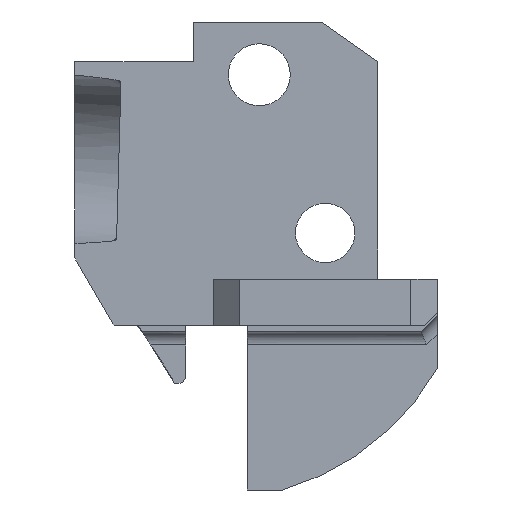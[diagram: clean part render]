
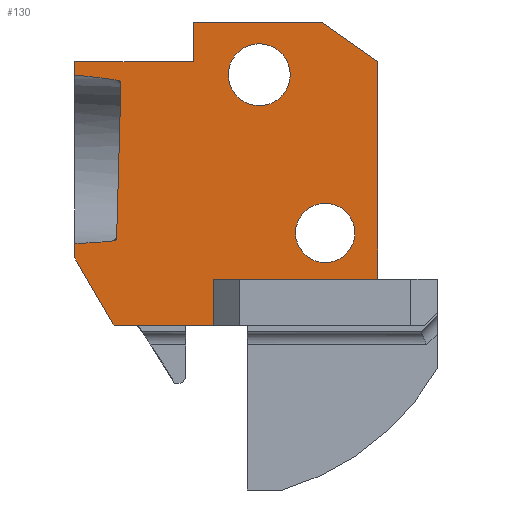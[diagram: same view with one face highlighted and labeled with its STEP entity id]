
A CAD part, left-side view. The second image highlights one B-rep face of the part: STEP entity #130.
In plain terms, the highlighted planar face has unit normal (-1, 0, 0).
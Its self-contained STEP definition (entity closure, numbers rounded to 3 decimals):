
#37=ELLIPSE('',#1191,19.011,6.5);
#38=ELLIPSE('',#1192,19.011,6.5);
#45=B_SPLINE_CURVE_WITH_KNOTS('',3,(#1754,#1755,#1756,#1757,#1758,#1759,
#1760,#1761,#1762,#1763,#1764,#1765,#1766,#1767,#1768,#1769),
 .UNSPECIFIED.,.F.,.F.,(4,3,3,3,3,4),(0.,0.227,0.453,
0.697,0.944,1.),.UNSPECIFIED.);
#46=B_SPLINE_CURVE_WITH_KNOTS('',3,(#1773,#1774,#1775,#1776,#1777,#1778,
#1779,#1780,#1781,#1782,#1783,#1784,#1785,#1786,#1787,#1788),
 .UNSPECIFIED.,.F.,.F.,(4,3,3,3,3,4),(0.,0.225,0.448,
0.69,0.938,1.),.UNSPECIFIED.);
#130=ADVANCED_FACE('',(#251,#252,#253),#182,.F.);
#182=PLANE('',#1197);
#227=CIRCLE('',#1193,2.35);
#228=CIRCLE('',#1194,2.35);
#229=CIRCLE('',#1195,2.25);
#230=CIRCLE('',#1196,2.25);
#251=FACE_BOUND('',#274,.T.);
#252=FACE_BOUND('',#275,.T.);
#253=FACE_BOUND('',#276,.T.);
#274=EDGE_LOOP('',(#413,#414,#415,#416,#417,#418,#419,#420,#421,#422,#423,
#424,#425,#426,#427,#428,#429));
#275=EDGE_LOOP('',(#430,#431));
#276=EDGE_LOOP('',(#432,#433));
#413=ORIENTED_EDGE('',*,*,#811,.F.);
#414=ORIENTED_EDGE('',*,*,#812,.T.);
#415=ORIENTED_EDGE('',*,*,#813,.F.);
#416=ORIENTED_EDGE('',*,*,#742,.T.);
#417=ORIENTED_EDGE('',*,*,#810,.F.);
#418=ORIENTED_EDGE('',*,*,#808,.F.);
#419=ORIENTED_EDGE('',*,*,#806,.F.);
#420=ORIENTED_EDGE('',*,*,#804,.F.);
#421=ORIENTED_EDGE('',*,*,#802,.F.);
#422=ORIENTED_EDGE('',*,*,#800,.F.);
#423=ORIENTED_EDGE('',*,*,#814,.F.);
#424=ORIENTED_EDGE('',*,*,#815,.F.);
#425=ORIENTED_EDGE('',*,*,#816,.F.);
#426=ORIENTED_EDGE('',*,*,#817,.F.);
#427=ORIENTED_EDGE('',*,*,#818,.F.);
#428=ORIENTED_EDGE('',*,*,#798,.F.);
#429=ORIENTED_EDGE('',*,*,#819,.F.);
#430=ORIENTED_EDGE('',*,*,#820,.F.);
#431=ORIENTED_EDGE('',*,*,#821,.F.);
#432=ORIENTED_EDGE('',*,*,#822,.F.);
#433=ORIENTED_EDGE('',*,*,#823,.F.);
#636=VERTEX_POINT('',#1581);
#638=VERTEX_POINT('',#1584);
#686=VERTEX_POINT('',#1719);
#687=VERTEX_POINT('',#1721);
#688=VERTEX_POINT('',#1723);
#689=VERTEX_POINT('',#1725);
#690=VERTEX_POINT('',#1729);
#691=VERTEX_POINT('',#1733);
#692=VERTEX_POINT('',#1737);
#693=VERTEX_POINT('',#1741);
#694=VERTEX_POINT('',#1747);
#695=VERTEX_POINT('',#1748);
#696=VERTEX_POINT('',#1750);
#697=VERTEX_POINT('',#1753);
#698=VERTEX_POINT('',#1770);
#699=VERTEX_POINT('',#1772);
#700=VERTEX_POINT('',#1789);
#701=VERTEX_POINT('',#1793);
#702=VERTEX_POINT('',#1794);
#703=VERTEX_POINT('',#1797);
#704=VERTEX_POINT('',#1798);
#742=EDGE_CURVE('',#638,#636,#900,.T.);
#798=EDGE_CURVE('',#686,#687,#932,.T.);
#800=EDGE_CURVE('',#688,#689,#933,.T.);
#802=EDGE_CURVE('',#689,#690,#935,.T.);
#804=EDGE_CURVE('',#690,#691,#937,.T.);
#806=EDGE_CURVE('',#691,#692,#939,.T.);
#808=EDGE_CURVE('',#692,#693,#941,.T.);
#810=EDGE_CURVE('',#693,#636,#943,.T.);
#811=EDGE_CURVE('',#694,#695,#944,.T.);
#812=EDGE_CURVE('',#694,#696,#945,.T.);
#813=EDGE_CURVE('',#638,#696,#946,.T.);
#814=EDGE_CURVE('',#697,#688,#37,.T.);
#815=EDGE_CURVE('',#698,#697,#45,.T.);
#816=EDGE_CURVE('',#699,#698,#947,.T.);
#817=EDGE_CURVE('',#700,#699,#46,.T.);
#818=EDGE_CURVE('',#687,#700,#38,.T.);
#819=EDGE_CURVE('',#695,#686,#948,.T.);
#820=EDGE_CURVE('',#701,#702,#227,.T.);
#821=EDGE_CURVE('',#702,#701,#228,.T.);
#822=EDGE_CURVE('',#703,#704,#229,.T.);
#823=EDGE_CURVE('',#704,#703,#230,.T.);
#900=LINE('',#1583,#1009);
#932=LINE('',#1720,#1041);
#933=LINE('',#1724,#1042);
#935=LINE('',#1728,#1044);
#937=LINE('',#1732,#1046);
#939=LINE('',#1736,#1048);
#941=LINE('',#1740,#1050);
#943=LINE('',#1744,#1052);
#944=LINE('',#1746,#1053);
#945=LINE('',#1749,#1054);
#946=LINE('',#1751,#1055);
#947=LINE('',#1771,#1056);
#948=LINE('',#1791,#1057);
#1009=VECTOR('',#1266,1.);
#1041=VECTOR('',#1354,1.);
#1042=VECTOR('',#1357,1.);
#1044=VECTOR('',#1361,1.);
#1046=VECTOR('',#1365,1.);
#1048=VECTOR('',#1369,1.);
#1050=VECTOR('',#1373,1.);
#1052=VECTOR('',#1377,1.);
#1053=VECTOR('',#1380,1.);
#1054=VECTOR('',#1381,1.);
#1055=VECTOR('',#1382,1.);
#1056=VECTOR('',#1385,1.);
#1057=VECTOR('',#1388,1.);
#1191=AXIS2_PLACEMENT_3D('',#1752,#1383,#1384);
#1192=AXIS2_PLACEMENT_3D('',#1790,#1386,#1387);
#1193=AXIS2_PLACEMENT_3D('',#1792,#1389,#1390);
#1194=AXIS2_PLACEMENT_3D('',#1795,#1391,#1392);
#1195=AXIS2_PLACEMENT_3D('',#1796,#1393,#1394);
#1196=AXIS2_PLACEMENT_3D('',#1799,#1395,#1396);
#1197=AXIS2_PLACEMENT_3D('',#1800,#1397,#1398);
#1266=DIRECTION('',(0.,-1.,0.));
#1354=DIRECTION('',(0.,0.,1.));
#1357=DIRECTION('',(0.,0.,1.));
#1361=DIRECTION('',(0.,-1.,0.));
#1365=DIRECTION('',(0.,0.,1.));
#1369=DIRECTION('',(0.,-1.,0.));
#1373=DIRECTION('',(0.,-0.819,-0.574));
#1377=DIRECTION('',(0.,0.,-1.));
#1380=DIRECTION('',(0.,0.722,0.692));
#1381=DIRECTION('',(0.,-1.,0.));
#1382=DIRECTION('',(0.,0.,-1.));
#1383=DIRECTION('',(-1.,0.,0.));
#1384=DIRECTION('',(0.,-1.,-0.028));
#1385=DIRECTION('',(0.,-0.028,1.));
#1386=DIRECTION('',(-1.,0.,0.));
#1387=DIRECTION('',(0.,-1.,-0.028));
#1388=DIRECTION('',(0.,0.5,0.866));
#1389=DIRECTION('',(-1.,0.,0.));
#1390=DIRECTION('',(0.,0.,-1.));
#1391=DIRECTION('',(-1.,0.,0.));
#1392=DIRECTION('',(0.,0.,1.));
#1393=DIRECTION('',(-1.,0.,0.));
#1394=DIRECTION('',(0.,0.,-1.));
#1395=DIRECTION('',(-1.,0.,0.));
#1396=DIRECTION('',(0.,0.,1.));
#1397=DIRECTION('',(1.,0.,0.));
#1398=DIRECTION('',(0.,0.,-1.));
#1581=CARTESIAN_POINT('',(0.,0.,0.));
#1583=CARTESIAN_POINT('',(0.,12.5,0.));
#1584=CARTESIAN_POINT('',(0.,12.5,0.));
#1719=CARTESIAN_POINT('',(0.,23.,1.6));
#1720=CARTESIAN_POINT('',(0.,23.,1.6));
#1721=CARTESIAN_POINT('',(0.,23.,2.692));
#1723=CARTESIAN_POINT('',(0.,23.,15.472));
#1724=CARTESIAN_POINT('',(0.,23.,15.472));
#1725=CARTESIAN_POINT('',(0.,23.,16.5));
#1728=CARTESIAN_POINT('',(0.,23.,16.5));
#1729=CARTESIAN_POINT('',(0.,14.,16.5));
#1732=CARTESIAN_POINT('',(0.,14.,16.5));
#1733=CARTESIAN_POINT('',(0.,14.,19.5));
#1736=CARTESIAN_POINT('',(0.,14.,19.5));
#1737=CARTESIAN_POINT('',(0.,4.284,19.5));
#1740=CARTESIAN_POINT('',(0.,4.284,19.5));
#1741=CARTESIAN_POINT('',(0.,0.,16.5));
#1744=CARTESIAN_POINT('',(0.,0.,16.5));
#1746=CARTESIAN_POINT('',(0.,20.009,-3.5));
#1747=CARTESIAN_POINT('',(0.,20.009,-3.5));
#1748=CARTESIAN_POINT('',(0.,20.113,-3.4));
#1749=CARTESIAN_POINT('',(0.,20.009,-3.5));
#1750=CARTESIAN_POINT('',(0.,12.5,-3.5));
#1751=CARTESIAN_POINT('',(0.,12.5,0.));
#1752=CARTESIAN_POINT('',(0.,26.517,9.169));
#1753=CARTESIAN_POINT('',(0.,19.702,15.071));
#1754=CARTESIAN_POINT('',(0.,19.496,14.822));
#1755=CARTESIAN_POINT('',(0.,19.495,14.849));
#1756=CARTESIAN_POINT('',(0.,19.499,14.876));
#1757=CARTESIAN_POINT('',(0.,19.507,14.901));
#1758=CARTESIAN_POINT('',(0.,19.515,14.926));
#1759=CARTESIAN_POINT('',(0.,19.528,14.95));
#1760=CARTESIAN_POINT('',(0.,19.543,14.971));
#1761=CARTESIAN_POINT('',(0.,19.56,14.994));
#1762=CARTESIAN_POINT('',(0.,19.581,15.015));
#1763=CARTESIAN_POINT('',(0.,19.604,15.031));
#1764=CARTESIAN_POINT('',(0.,19.627,15.047));
#1765=CARTESIAN_POINT('',(0.,19.654,15.06));
#1766=CARTESIAN_POINT('',(0.,19.682,15.067));
#1767=CARTESIAN_POINT('',(0.,19.689,15.068));
#1768=CARTESIAN_POINT('',(0.,19.695,15.07));
#1769=CARTESIAN_POINT('',(0.,19.702,15.071));
#1770=CARTESIAN_POINT('',(0.,19.496,14.822));
#1771=CARTESIAN_POINT('',(0.,19.821,3.133));
#1772=CARTESIAN_POINT('',(0.,19.821,3.133));
#1773=CARTESIAN_POINT('',(0.,20.041,2.896));
#1774=CARTESIAN_POINT('',(0.,20.015,2.899));
#1775=CARTESIAN_POINT('',(0.,19.989,2.906));
#1776=CARTESIAN_POINT('',(0.,19.965,2.918));
#1777=CARTESIAN_POINT('',(0.,19.942,2.929));
#1778=CARTESIAN_POINT('',(0.,19.92,2.944));
#1779=CARTESIAN_POINT('',(0.,19.901,2.962));
#1780=CARTESIAN_POINT('',(0.,19.88,2.981));
#1781=CARTESIAN_POINT('',(0.,19.863,3.004));
#1782=CARTESIAN_POINT('',(0.,19.849,3.029));
#1783=CARTESIAN_POINT('',(0.,19.836,3.054));
#1784=CARTESIAN_POINT('',(0.,19.827,3.083));
#1785=CARTESIAN_POINT('',(0.,19.823,3.111));
#1786=CARTESIAN_POINT('',(0.,19.822,3.118));
#1787=CARTESIAN_POINT('',(0.,19.822,3.126));
#1788=CARTESIAN_POINT('',(0.,19.821,3.133));
#1789=CARTESIAN_POINT('',(0.,20.041,2.896));
#1790=CARTESIAN_POINT('',(0.,26.517,9.169));
#1791=CARTESIAN_POINT('',(0.,20.113,-3.4));
#1792=CARTESIAN_POINT('',(0.,9.,15.5));
#1793=CARTESIAN_POINT('',(0.,9.,13.15));
#1794=CARTESIAN_POINT('',(0.,9.,17.85));
#1795=CARTESIAN_POINT('',(0.,9.,15.5));
#1796=CARTESIAN_POINT('',(0.,4.,3.5));
#1797=CARTESIAN_POINT('',(0.,4.,1.25));
#1798=CARTESIAN_POINT('',(0.,4.,5.75));
#1799=CARTESIAN_POINT('',(0.,4.,3.5));
#1800=CARTESIAN_POINT('',(0.,11.5,8.));
